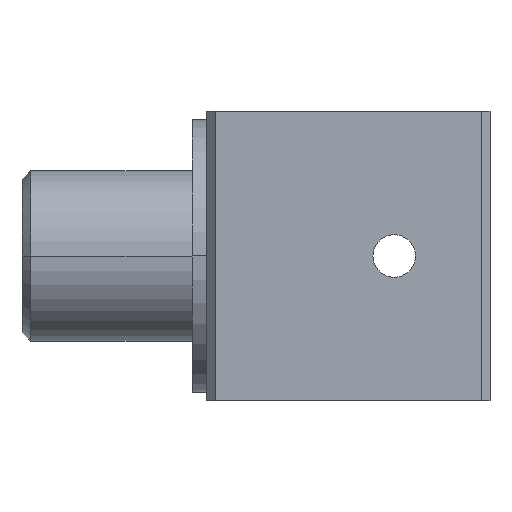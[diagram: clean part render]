
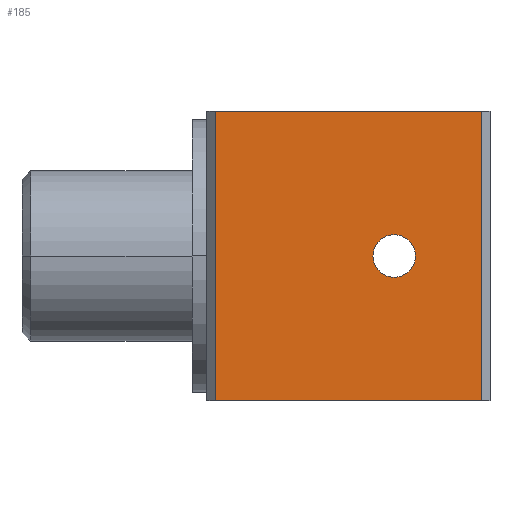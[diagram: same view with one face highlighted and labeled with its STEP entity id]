
A CAD part, front view. The second image highlights one B-rep face of the part: STEP entity #185.
In plain terms, the highlighted planar face has unit normal (0, -1, 0).
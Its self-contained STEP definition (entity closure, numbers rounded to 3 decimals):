
#14 = LINE ( 'NONE', #1214, #1526 ) ;
#20 = CIRCLE ( 'NONE', #359, 2.5 ) ;
#28 = VECTOR ( 'NONE', #1129, 1000. ) ;
#46 = VECTOR ( 'NONE', #1337, 1000. ) ;
#50 = LINE ( 'NONE', #1137, #1515 ) ;
#146 = VERTEX_POINT ( 'NONE', #588 ) ;
#159 = VERTEX_POINT ( 'NONE', #577 ) ;
#169 = VERTEX_POINT ( 'NONE', #553 ) ;
#171 = VERTEX_POINT ( 'NONE', #556 ) ;
#176 = VERTEX_POINT ( 'NONE', #545 ) ;
#185 = ADVANCED_FACE ( 'NONE', ( #730, #727 ), #519, .T. ) ;
#301 = AXIS2_PLACEMENT_3D ( 'NONE', #1188, #1150, #1332 ) ;
#319 = EDGE_CURVE ( 'NONE', #146, #1485, #606, .T. ) ;
#359 = AXIS2_PLACEMENT_3D ( 'NONE', #1168, #1203, #1287 ) ;
#395 = EDGE_CURVE ( 'NONE', #159, #171, #50, .T. ) ;
#396 = EDGE_CURVE ( 'NONE', #171, #169, #1513, .T. ) ;
#398 = EDGE_CURVE ( 'NONE', #169, #176, #1516, .T. ) ;
#399 = EDGE_CURVE ( 'NONE', #1485, #146, #20, .T. ) ;
#400 = EDGE_CURVE ( 'NONE', #159, #176, #14, .T. ) ;
#450 = AXIS2_PLACEMENT_3D ( 'NONE', #516, #531, #530 ) ;
#516 = CARTESIAN_POINT ( 'NONE',  ( -33.25, -65., -17. ) ) ;
#519 = PLANE ( 'NONE',  #450 ) ;
#530 = DIRECTION ( 'NONE',  ( 0., 0., -1. ) ) ;
#531 = DIRECTION ( 'NONE',  ( 0., -1., 0. ) ) ;
#545 = CARTESIAN_POINT ( 'NONE',  ( -1., -65., 17. ) ) ;
#553 = CARTESIAN_POINT ( 'NONE',  ( -1., -65., -17. ) ) ;
#556 = CARTESIAN_POINT ( 'NONE',  ( -32.25, -65., -17. ) ) ;
#577 = CARTESIAN_POINT ( 'NONE',  ( -32.25, -65., 17. ) ) ;
#588 = CARTESIAN_POINT ( 'NONE',  ( -11.25, -65., -2.5 ) ) ;
#606 = CIRCLE ( 'NONE', #301, 2.5 ) ;
#727 = FACE_OUTER_BOUND ( 'NONE', #1085, .T. ) ;
#730 = FACE_BOUND ( 'NONE', #1055, .T. ) ;
#906 = ORIENTED_EDGE ( 'NONE', *, *, #399, .T. ) ;
#907 = ORIENTED_EDGE ( 'NONE', *, *, #319, .T. ) ;
#908 = ORIENTED_EDGE ( 'NONE', *, *, #400, .F. ) ;
#909 = ORIENTED_EDGE ( 'NONE', *, *, #395, .T. ) ;
#910 = ORIENTED_EDGE ( 'NONE', *, *, #396, .T. ) ;
#911 = ORIENTED_EDGE ( 'NONE', *, *, #398, .T. ) ;
#1055 = EDGE_LOOP ( 'NONE', ( #906, #907 ) ) ;
#1085 = EDGE_LOOP ( 'NONE', ( #908, #909, #910, #911 ) ) ;
#1129 = DIRECTION ( 'NONE',  ( 1., 0., 0. ) ) ;
#1137 = CARTESIAN_POINT ( 'NONE',  ( -32.25, -65., -17. ) ) ;
#1150 = DIRECTION ( 'NONE',  ( 0., 1., 0. ) ) ;
#1156 = DIRECTION ( 'NONE',  ( 0., 0., -1. ) ) ;
#1162 = CARTESIAN_POINT ( 'NONE',  ( -1., -65., -17. ) ) ;
#1168 = CARTESIAN_POINT ( 'NONE',  ( -11.25, -65., 0. ) ) ;
#1188 = CARTESIAN_POINT ( 'NONE',  ( -11.25, -65., 0. ) ) ;
#1203 = DIRECTION ( 'NONE',  ( 0., 1., 0. ) ) ;
#1214 = CARTESIAN_POINT ( 'NONE',  ( -33.25, -65., 17. ) ) ;
#1221 = CARTESIAN_POINT ( 'NONE',  ( -33.25, -65., -17. ) ) ;
#1287 = DIRECTION ( 'NONE',  ( 0., 0., 1. ) ) ;
#1293 = DIRECTION ( 'NONE',  ( 1., 0., 0. ) ) ;
#1325 = CARTESIAN_POINT ( 'NONE',  ( -11.25, -65., 2.5 ) ) ;
#1332 = DIRECTION ( 'NONE',  ( 0., 0., 1. ) ) ;
#1337 = DIRECTION ( 'NONE',  ( 0., 0., 1. ) ) ;
#1485 = VERTEX_POINT ( 'NONE', #1325 ) ;
#1513 = LINE ( 'NONE', #1221, #28 ) ;
#1515 = VECTOR ( 'NONE', #1156, 1000. ) ;
#1516 = LINE ( 'NONE', #1162, #46 ) ;
#1526 = VECTOR ( 'NONE', #1293, 1000. ) ;
